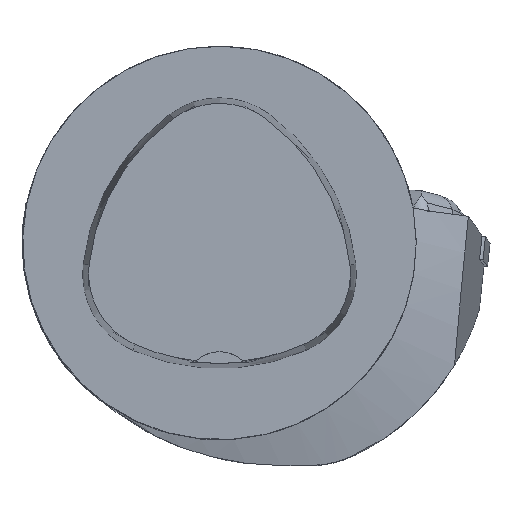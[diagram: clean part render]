
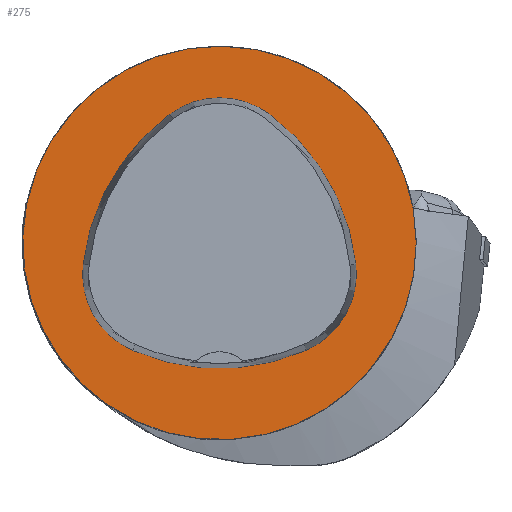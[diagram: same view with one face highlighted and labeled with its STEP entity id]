
A CAD part, top view. The second image highlights one B-rep face of the part: STEP entity #275.
In plain terms, the highlighted planar face has unit normal (0, 0, 1).
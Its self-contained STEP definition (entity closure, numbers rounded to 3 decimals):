
#275=ADVANCED_FACE('',(#668,#669),#347,.T.);
#347=PLANE('',#1824);
#668=FACE_BOUND('',#713,.T.);
#669=FACE_BOUND('',#714,.T.);
#713=EDGE_LOOP('',(#977,#978,#979,#980,#981,#982));
#714=EDGE_LOOP('',(#983));
#977=ORIENTED_EDGE('',*,*,#1517,.F.);
#978=ORIENTED_EDGE('',*,*,#1512,.F.);
#979=ORIENTED_EDGE('',*,*,#1507,.F.);
#980=ORIENTED_EDGE('',*,*,#1504,.F.);
#981=ORIENTED_EDGE('',*,*,#1501,.F.);
#982=ORIENTED_EDGE('',*,*,#1497,.F.);
#983=ORIENTED_EDGE('',*,*,#1488,.T.);
#1312=VERTEX_POINT('',#2721);
#1321=VERTEX_POINT('',#2740);
#1322=VERTEX_POINT('',#2741);
#1325=VERTEX_POINT('',#2749);
#1327=VERTEX_POINT('',#2755);
#1329=VERTEX_POINT('',#2761);
#1333=VERTEX_POINT('',#2774);
#1488=EDGE_CURVE('',#1312,#1312,#1627,.T.);
#1497=EDGE_CURVE('',#1321,#1322,#1628,.T.);
#1501=EDGE_CURVE('',#1322,#1325,#1630,.T.);
#1504=EDGE_CURVE('',#1325,#1327,#1632,.T.);
#1507=EDGE_CURVE('',#1327,#1329,#1634,.T.);
#1512=EDGE_CURVE('',#1329,#1333,#1637,.T.);
#1517=EDGE_CURVE('',#1333,#1321,#1640,.T.);
#1627=CIRCLE('',#1796,40.);
#1628=CIRCLE('',#1802,44.);
#1630=CIRCLE('',#1805,17.);
#1632=CIRCLE('',#1808,44.);
#1634=CIRCLE('',#1811,17.);
#1637=CIRCLE('',#1815,44.);
#1640=CIRCLE('',#1819,17.);
#1796=AXIS2_PLACEMENT_3D('',#2720,#2090,#2091);
#1802=AXIS2_PLACEMENT_3D('',#2739,#2106,#2107);
#1805=AXIS2_PLACEMENT_3D('',#2748,#2114,#2115);
#1808=AXIS2_PLACEMENT_3D('',#2754,#2121,#2122);
#1811=AXIS2_PLACEMENT_3D('',#2760,#2128,#2129);
#1815=AXIS2_PLACEMENT_3D('',#2773,#2137,#2138);
#1819=AXIS2_PLACEMENT_3D('',#2786,#2146,#2147);
#1824=AXIS2_PLACEMENT_3D('',#2791,#2156,#2157);
#2090=DIRECTION('',(0.,0.,1.));
#2091=DIRECTION('',(1.,0.,0.));
#2106=DIRECTION('',(0.,0.,1.));
#2107=DIRECTION('',(1.,0.,0.));
#2114=DIRECTION('',(0.,0.,1.));
#2115=DIRECTION('',(1.,0.,0.));
#2121=DIRECTION('',(0.,0.,1.));
#2122=DIRECTION('',(1.,0.,0.));
#2128=DIRECTION('',(0.,0.,1.));
#2129=DIRECTION('',(1.,0.,0.));
#2137=DIRECTION('',(0.,0.,1.));
#2138=DIRECTION('',(1.,0.,0.));
#2146=DIRECTION('',(0.,0.,1.));
#2147=DIRECTION('',(1.,0.,0.));
#2156=DIRECTION('',(0.,0.,1.));
#2157=DIRECTION('',(-1.,0.,0.));
#2720=CARTESIAN_POINT('',(0.,0.,0.));
#2721=CARTESIAN_POINT('',(40.,0.,0.));
#2739=CARTESIAN_POINT('',(-16.01,-9.224,0.));
#2740=CARTESIAN_POINT('',(27.722,-4.378,0.));
#2741=CARTESIAN_POINT('',(10.119,26.178,0.));
#2748=CARTESIAN_POINT('',(0.023,12.5,0.));
#2749=CARTESIAN_POINT('',(-10.049,26.194,0.));
#2754=CARTESIAN_POINT('',(16.021,-9.25,0.));
#2755=CARTESIAN_POINT('',(-27.71,-4.394,0.));
#2760=CARTESIAN_POINT('',(-10.814,-6.27,0.));
#2761=CARTESIAN_POINT('',(-17.611,-21.852,0.));
#2773=CARTESIAN_POINT('',(-0.017,18.477,0.));
#2774=CARTESIAN_POINT('',(17.652,-21.819,0.));
#2786=CARTESIAN_POINT('',(10.825,-6.25,0.));
#2791=CARTESIAN_POINT('',(0.,0.,0.));
